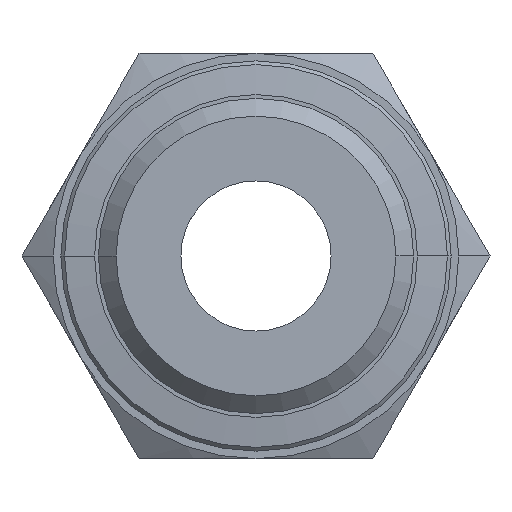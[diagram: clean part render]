
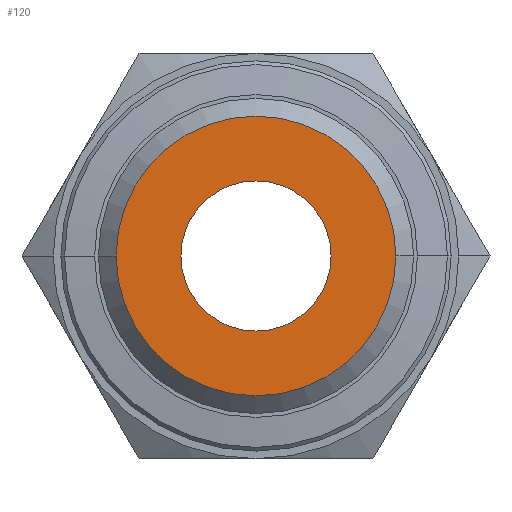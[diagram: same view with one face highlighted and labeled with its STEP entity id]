
A CAD part, front view. The second image highlights one B-rep face of the part: STEP entity #120.
In plain terms, the highlighted planar face has unit normal (0, -1, 0).
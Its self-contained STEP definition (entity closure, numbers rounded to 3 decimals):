
#120=ADVANCED_FACE('',(#282,#283),#284,.T.);
#282=FACE_BOUND('',#450,.T.);
#283=FACE_OUTER_BOUND('',#451,.T.);
#284=PLANE('',#452);
#450=EDGE_LOOP('',(#1002,#1003));
#451=EDGE_LOOP('',(#1004,#1005));
#452=AXIS2_PLACEMENT_3D('',#1006,#1007,#1008);
#1002=ORIENTED_EDGE('',*,*,#1125,.T.);
#1003=ORIENTED_EDGE('',*,*,#1124,.T.);
#1004=ORIENTED_EDGE('',*,*,#1070,.F.);
#1005=ORIENTED_EDGE('',*,*,#1215,.F.);
#1006=CARTESIAN_POINT('',(-4.658,0.0,0.0));
#1007=DIRECTION('',(0.0,-1.0,-0.0));
#1008=DIRECTION('',(1.0,0.0,0.0));
#1070=EDGE_CURVE('',#1257,#1259,#1260,.T.);
#1124=EDGE_CURVE('',#1358,#1362,#1364,.T.);
#1125=EDGE_CURVE('',#1362,#1358,#1365,.T.);
#1215=EDGE_CURVE('',#1259,#1257,#1487,.T.);
#1257=VERTEX_POINT('',#1535);
#1259=VERTEX_POINT('',#1538);
#1260=CIRCLE('',#1539,9.316);
#1358=VERTEX_POINT('',#1748);
#1362=VERTEX_POINT('',#1753);
#1364=CIRCLE('',#1756,5.0);
#1365=CIRCLE('',#1757,5.0);
#1487=CIRCLE('',#2331,9.316);
#1535=CARTESIAN_POINT('',(-9.316,0.0,0.0));
#1538=CARTESIAN_POINT('',(9.316,0.0,0.));
#1539=AXIS2_PLACEMENT_3D('',#2390,#2391,#2392);
#1748=CARTESIAN_POINT('',(5.0,0.0,0.));
#1753=CARTESIAN_POINT('',(-5.0,0.0,0.));
#1756=AXIS2_PLACEMENT_3D('',#2478,#2479,#2480);
#1757=AXIS2_PLACEMENT_3D('',#2481,#2482,#2483);
#2331=AXIS2_PLACEMENT_3D('',#2607,#2608,#2609);
#2390=CARTESIAN_POINT('',(0.0,0.0,0.0));
#2391=DIRECTION('',(0.0,1.0,0.0));
#2392=DIRECTION('',(-1.0,0.0,0.0));
#2478=CARTESIAN_POINT('',(0.0,0.0,0.0));
#2479=DIRECTION('',(-0.0,1.0,0.0));
#2480=DIRECTION('',(1.0,0.0,0.0));
#2481=CARTESIAN_POINT('',(0.0,0.0,0.0));
#2482=DIRECTION('',(-0.0,1.0,0.0));
#2483=DIRECTION('',(1.0,0.0,0.0));
#2607=CARTESIAN_POINT('',(0.0,0.0,0.0));
#2608=DIRECTION('',(0.0,1.0,0.0));
#2609=DIRECTION('',(-1.0,0.0,0.0));
